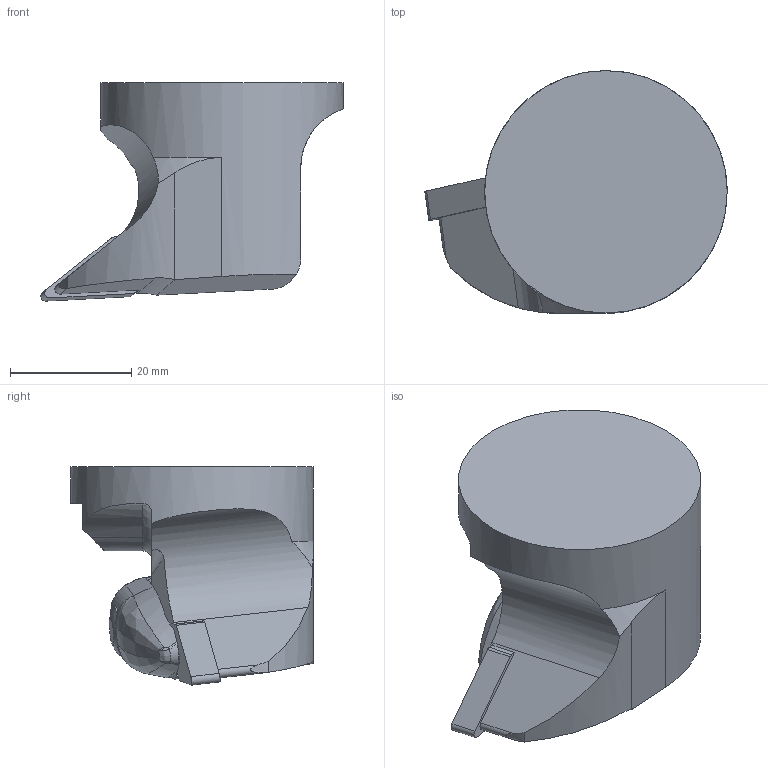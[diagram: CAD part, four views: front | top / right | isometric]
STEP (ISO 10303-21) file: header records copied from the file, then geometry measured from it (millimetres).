
FILE_DESCRIPTION(/* description */ (''),/* implementation_level */ '2;1');
FILE_NAME(/* name */ '1642577119377.stp',/* time_stamp */ '2022-01-19T12:55:38+05:00',/* author */ (''),/* organization */ ('SMS'),/* preprocessor_version */ 'ST-DEVELOPER v16.7',/* originating_system */ 'SIEMENS PLM Software NX 12.0',/* authorisation */ '');
FILE_SCHEMA (('AUTOMOTIVE_DESIGN { 1 0 10303 214 3 1 1 1 }'));
Length unit declared in the file: millimetre
Products named in the file (4): IsoTurningInsert; ASSEMBLY_CONSTRUCTION; 201796546mod000_01; 201796545mod000_01
Assembly tree (3 placements, depth 2):
  201796545mod000_01
    201796546mod000_01
    ASSEMBLY_CONSTRUCTION
    IsoTurningInsert
Bounding box: 49.87 x 40 x 36 mm (x, y, z)
Volume: 30372 mm3; surface area: 7897.6 mm2
Topology: 2 solids, 2 shells, 91 faces, 248 edges, 167 vertices
Faces by surface type: plane 37, cylinder 31, bspline 18, torus 3, cone 1, sphere 1
Full cylindrical faces by diameter (mm): 3.81 x2, 3.9 x1, 40 x1
Entity records: 3771 total; most frequent: CARTESIAN_POINT 1488, ORIENTED_EDGE 476, DIRECTION 399, EDGE_CURVE 238, VERTEX_POINT 157, AXIS2_PLACEMENT_3D 150, EDGE_LOOP 101, LINE 99
